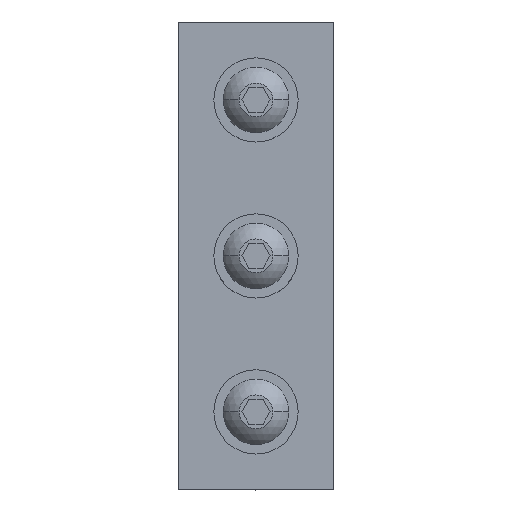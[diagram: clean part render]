
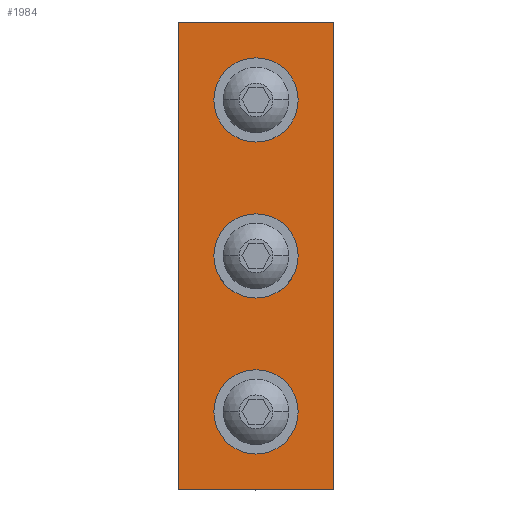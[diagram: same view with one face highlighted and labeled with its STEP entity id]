
A CAD part, top view. The second image highlights one B-rep face of the part: STEP entity #1984.
In plain terms, the highlighted planar face has unit normal (0, 0, 1).
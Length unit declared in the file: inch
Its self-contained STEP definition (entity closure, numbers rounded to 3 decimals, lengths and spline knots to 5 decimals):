
#597 = EDGE_CURVE ( 'NONE', #1969, #1904, #1268, .T. ) ;
#618 = ORIENTED_EDGE ( 'NONE', *, *, #1237, .F. ) ;
#662 = VERTEX_POINT ( 'NONE', #1249 ) ;
#678 = EDGE_CURVE ( 'NONE', #748, #662, #1486, .T. ) ;
#697 = ORIENTED_EDGE ( 'NONE', *, *, #755, .F. ) ;
#745 = ORIENTED_EDGE ( 'NONE', *, *, #1044, .F. ) ;
#748 = VERTEX_POINT ( 'NONE', #1194 ) ;
#755 = EDGE_CURVE ( 'NONE', #1935, #1960, #1236, .T. ) ;
#758 = EDGE_CURVE ( 'NONE', #1500, #1951, #1250, .T. ) ;
#770 = ORIENTED_EDGE ( 'NONE', *, *, #597, .T. ) ;
#772 = VERTEX_POINT ( 'NONE', #1381 ) ;
#773 = ORIENTED_EDGE ( 'NONE', *, *, #678, .F. ) ;
#792 = EDGE_LOOP ( 'NONE', ( #745, #773 ) ) ;
#857 = ORIENTED_EDGE ( 'NONE', *, *, #758, .T. ) ;
#986 = ORIENTED_EDGE ( 'NONE', *, *, #1968, .F. ) ;
#1005 = LINE ( 'NONE', #1006, #1010 ) ;
#1006 = CARTESIAN_POINT ( 'NONE',  ( 1., 3., 0.188 ) ) ;
#1010 = VECTOR ( 'NONE', #1011, 39.37008 ) ;
#1011 = DIRECTION ( 'NONE',  ( 0., 1., 0. ) ) ;
#1026 = ORIENTED_EDGE ( 'NONE', *, *, #1954, .T. ) ;
#1044 = EDGE_CURVE ( 'NONE', #662, #748, #1662, .T. ) ;
#1124 = CARTESIAN_POINT ( 'NONE',  ( 1., 0., 0.188 ) ) ;
#1130 = ORIENTED_EDGE ( 'NONE', *, *, #1889, .T. ) ;
#1194 = CARTESIAN_POINT ( 'NONE',  ( 0.3715, 2.5, 0.188 ) ) ;
#1195 = CARTESIAN_POINT ( 'NONE',  ( 1., 3., 0.188 ) ) ;
#1224 = CIRCLE ( 'NONE', #1225, 0.1285 ) ;
#1225 = AXIS2_PLACEMENT_3D ( 'NONE', #1226, #1227, #1228 ) ;
#1226 = CARTESIAN_POINT ( 'NONE',  ( 0.5, 0.5, 0.188 ) ) ;
#1227 = DIRECTION ( 'NONE',  ( 0., 0., 1. ) ) ;
#1228 = DIRECTION ( 'NONE',  ( 1., 0., 0. ) ) ;
#1229 = CARTESIAN_POINT ( 'NONE',  ( 0., 0., 0.188 ) ) ;
#1236 = CIRCLE ( 'NONE', #1239, 0.1285 ) ;
#1237 = EDGE_CURVE ( 'NONE', #772, #1946, #1719, .T. ) ;
#1239 = AXIS2_PLACEMENT_3D ( 'NONE', #1240, #1241, #1242 ) ;
#1240 = CARTESIAN_POINT ( 'NONE',  ( 0.5, 1.5, 0.188 ) ) ;
#1241 = DIRECTION ( 'NONE',  ( 0., 0., 1. ) ) ;
#1242 = DIRECTION ( 'NONE',  ( 1., 0., 0. ) ) ;
#1249 = CARTESIAN_POINT ( 'NONE',  ( 0.6285, 2.5, 0.188 ) ) ;
#1250 = LINE ( 'NONE', #1251, #1252 ) ;
#1251 = CARTESIAN_POINT ( 'NONE',  ( 0., 3., 0.188 ) ) ;
#1252 = VECTOR ( 'NONE', #1253, 39.37008 ) ;
#1253 = DIRECTION ( 'NONE',  ( -1., 0., 0. ) ) ;
#1268 = LINE ( 'NONE', #1269, #1270 ) ;
#1269 = CARTESIAN_POINT ( 'NONE',  ( 0., 0., 0.188 ) ) ;
#1270 = VECTOR ( 'NONE', #1271, 39.37008 ) ;
#1271 = DIRECTION ( 'NONE',  ( 1., 0., 0. ) ) ;
#1329 = EDGE_LOOP ( 'NONE', ( #1026, #770, #1130, #857 ) ) ;
#1332 = CIRCLE ( 'NONE', #1333, 0.1285 ) ;
#1333 = AXIS2_PLACEMENT_3D ( 'NONE', #1334, #1335, #1336 ) ;
#1334 = CARTESIAN_POINT ( 'NONE',  ( 0.5, 1.5, 0.188 ) ) ;
#1335 = DIRECTION ( 'NONE',  ( 0., 0., 1. ) ) ;
#1336 = DIRECTION ( 'NONE',  ( 1., 0., 0. ) ) ;
#1381 = CARTESIAN_POINT ( 'NONE',  ( 0.6285, 0.5, 0.188 ) ) ;
#1486 = CIRCLE ( 'NONE', #1487, 0.1285 ) ;
#1487 = AXIS2_PLACEMENT_3D ( 'NONE', #1488, #1489, #1490 ) ;
#1488 = CARTESIAN_POINT ( 'NONE',  ( 0.5, 2.5, 0.188 ) ) ;
#1489 = DIRECTION ( 'NONE',  ( 0., 0., 1. ) ) ;
#1490 = DIRECTION ( 'NONE',  ( 1., 0., 0. ) ) ;
#1500 = VERTEX_POINT ( 'NONE', #1195 ) ;
#1537 = FACE_BOUND ( 'NONE', #1972, .T. ) ;
#1538 = FACE_BOUND ( 'NONE', #1621, .T. ) ;
#1539 = FACE_OUTER_BOUND ( 'NONE', #1329, .T. ) ;
#1540 = FACE_BOUND ( 'NONE', #792, .T. ) ;
#1541 = PLANE ( 'NONE',  #1542 ) ;
#1542 = AXIS2_PLACEMENT_3D ( 'NONE', #1543, #1544, #1545 ) ;
#1543 = CARTESIAN_POINT ( 'NONE',  ( 0., 0., 0.188 ) ) ;
#1544 = DIRECTION ( 'NONE',  ( 0., 0., 1. ) ) ;
#1545 = DIRECTION ( 'NONE',  ( 1., 0., 0. ) ) ;
#1588 = CARTESIAN_POINT ( 'NONE',  ( 0.3715, 1.5, 0.188 ) ) ;
#1621 = EDGE_LOOP ( 'NONE', ( #618, #986 ) ) ;
#1642 = CARTESIAN_POINT ( 'NONE',  ( 0.3715, 0.5, 0.188 ) ) ;
#1662 = CIRCLE ( 'NONE', #1663, 0.1285 ) ;
#1663 = AXIS2_PLACEMENT_3D ( 'NONE', #1664, #1665, #1666 ) ;
#1664 = CARTESIAN_POINT ( 'NONE',  ( 0.5, 2.5, 0.188 ) ) ;
#1665 = DIRECTION ( 'NONE',  ( 0., 0., 1. ) ) ;
#1666 = DIRECTION ( 'NONE',  ( 1., 0., 0. ) ) ;
#1675 = ORIENTED_EDGE ( 'NONE', *, *, #1975, .F. ) ;
#1683 = CARTESIAN_POINT ( 'NONE',  ( 0., 3., 0.188 ) ) ;
#1700 = LINE ( 'NONE', #1701, #1702 ) ;
#1701 = CARTESIAN_POINT ( 'NONE',  ( 0., 3., 0.188 ) ) ;
#1702 = VECTOR ( 'NONE', #1703, 39.37008 ) ;
#1703 = DIRECTION ( 'NONE',  ( 0., -1., 0. ) ) ;
#1719 = CIRCLE ( 'NONE', #1720, 0.1285 ) ;
#1720 = AXIS2_PLACEMENT_3D ( 'NONE', #1721, #1722, #1723 ) ;
#1721 = CARTESIAN_POINT ( 'NONE',  ( 0.5, 0.5, 0.188 ) ) ;
#1722 = DIRECTION ( 'NONE',  ( 0., 0., 1. ) ) ;
#1723 = DIRECTION ( 'NONE',  ( 1., 0., 0. ) ) ;
#1752 = CARTESIAN_POINT ( 'NONE',  ( 0.6285, 1.5, 0.188 ) ) ;
#1889 = EDGE_CURVE ( 'NONE', #1904, #1500, #1005, .T. ) ;
#1904 = VERTEX_POINT ( 'NONE', #1124 ) ;
#1935 = VERTEX_POINT ( 'NONE', #1588 ) ;
#1946 = VERTEX_POINT ( 'NONE', #1642 ) ;
#1951 = VERTEX_POINT ( 'NONE', #1683 ) ;
#1954 = EDGE_CURVE ( 'NONE', #1951, #1969, #1700, .T. ) ;
#1960 = VERTEX_POINT ( 'NONE', #1752 ) ;
#1968 = EDGE_CURVE ( 'NONE', #1946, #772, #1224, .T. ) ;
#1969 = VERTEX_POINT ( 'NONE', #1229 ) ;
#1972 = EDGE_LOOP ( 'NONE', ( #1675, #697 ) ) ;
#1975 = EDGE_CURVE ( 'NONE', #1960, #1935, #1332, .T. ) ;
#1984 = ADVANCED_FACE ( 'NONE', ( #1537, #1538, #1539, #1540 ), #1541, .T. ) ;
